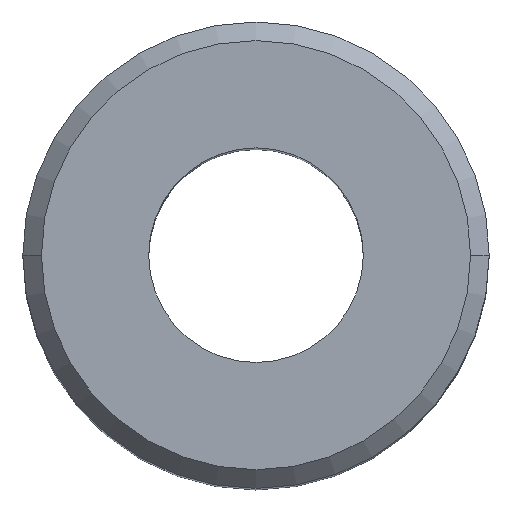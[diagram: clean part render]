
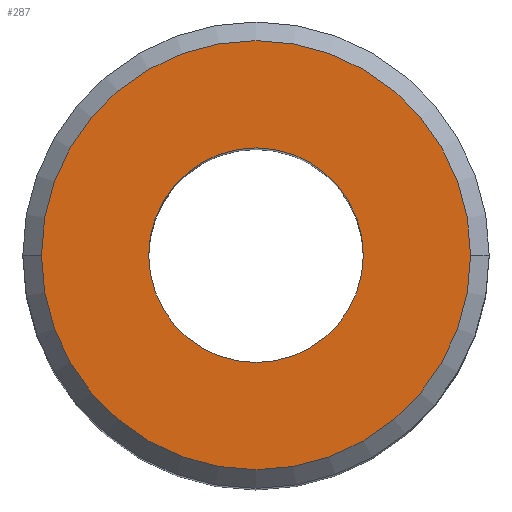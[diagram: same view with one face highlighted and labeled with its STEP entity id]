
A CAD part, top view. The second image highlights one B-rep face of the part: STEP entity #287.
In plain terms, the highlighted planar face has unit normal (0, 0, 1).
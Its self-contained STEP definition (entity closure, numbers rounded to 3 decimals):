
#15 = PLANE ( 'NONE',  #333 ) ;
#18 = CARTESIAN_POINT ( 'NONE',  ( 2.3, 0., 10. ) ) ;
#25 = CARTESIAN_POINT ( 'NONE',  ( 0., 0., 10. ) ) ;
#27 = EDGE_CURVE ( 'NONE', #255, #58, #229, .T. ) ;
#28 = VERTEX_POINT ( 'NONE', #323 ) ;
#34 = EDGE_CURVE ( 'NONE', #58, #255, #218, .T. ) ;
#37 = ORIENTED_EDGE ( 'NONE', *, *, #189, .T. ) ;
#39 = DIRECTION ( 'NONE',  ( 0., 0., 1. ) ) ;
#44 = FACE_OUTER_BOUND ( 'NONE', #104, .T. ) ;
#46 = AXIS2_PLACEMENT_3D ( 'NONE', #166, #39, #217 ) ;
#47 = CARTESIAN_POINT ( 'NONE',  ( 0., 0., 10. ) ) ;
#56 = CARTESIAN_POINT ( 'NONE',  ( 0., 0., 10. ) ) ;
#58 = VERTEX_POINT ( 'NONE', #344 ) ;
#80 = EDGE_LOOP ( 'NONE', ( #103, #257 ) ) ;
#81 = AXIS2_PLACEMENT_3D ( 'NONE', #56, #159, #318 ) ;
#98 = FACE_BOUND ( 'NONE', #80, .T. ) ;
#103 = ORIENTED_EDGE ( 'NONE', *, *, #27, .F. ) ;
#104 = EDGE_LOOP ( 'NONE', ( #188, #37 ) ) ;
#105 = DIRECTION ( 'NONE',  ( 1., 0., 0. ) ) ;
#117 = DIRECTION ( 'NONE',  ( 0., 0., 1. ) ) ;
#159 = DIRECTION ( 'NONE',  ( 0., 0., 1. ) ) ;
#166 = CARTESIAN_POINT ( 'NONE',  ( 0., 0., 10. ) ) ;
#174 = CIRCLE ( 'NONE', #46, 2.3 ) ;
#175 = DIRECTION ( 'NONE',  ( 1., 0., 0. ) ) ;
#177 = DIRECTION ( 'NONE',  ( 1., 0., 0. ) ) ;
#182 = CARTESIAN_POINT ( 'NONE',  ( 0., 0., 10. ) ) ;
#188 = ORIENTED_EDGE ( 'NONE', *, *, #346, .T. ) ;
#189 = EDGE_CURVE ( 'NONE', #288, #28, #174, .T. ) ;
#217 = DIRECTION ( 'NONE',  ( 1., 0., 0. ) ) ;
#218 = CIRCLE ( 'NONE', #81, 1.15 ) ;
#229 = CIRCLE ( 'NONE', #314, 1.15 ) ;
#232 = DIRECTION ( 'NONE',  ( 0., 0., 1. ) ) ;
#240 = DIRECTION ( 'NONE',  ( 0., 0., 1. ) ) ;
#255 = VERTEX_POINT ( 'NONE', #277 ) ;
#257 = ORIENTED_EDGE ( 'NONE', *, *, #34, .F. ) ;
#277 = CARTESIAN_POINT ( 'NONE',  ( -1.15, 0., 10. ) ) ;
#285 = CIRCLE ( 'NONE', #295, 2.3 ) ;
#287 = ADVANCED_FACE ( 'NONE', ( #44, #98 ), #15, .T. ) ;
#288 = VERTEX_POINT ( 'NONE', #18 ) ;
#295 = AXIS2_PLACEMENT_3D ( 'NONE', #47, #232, #177 ) ;
#314 = AXIS2_PLACEMENT_3D ( 'NONE', #25, #240, #105 ) ;
#318 = DIRECTION ( 'NONE',  ( 1., 0., 0. ) ) ;
#323 = CARTESIAN_POINT ( 'NONE',  ( -2.3, 0., 10. ) ) ;
#333 = AXIS2_PLACEMENT_3D ( 'NONE', #182, #117, #175 ) ;
#344 = CARTESIAN_POINT ( 'NONE',  ( 1.15, 0., 10. ) ) ;
#346 = EDGE_CURVE ( 'NONE', #28, #288, #285, .T. ) ;
